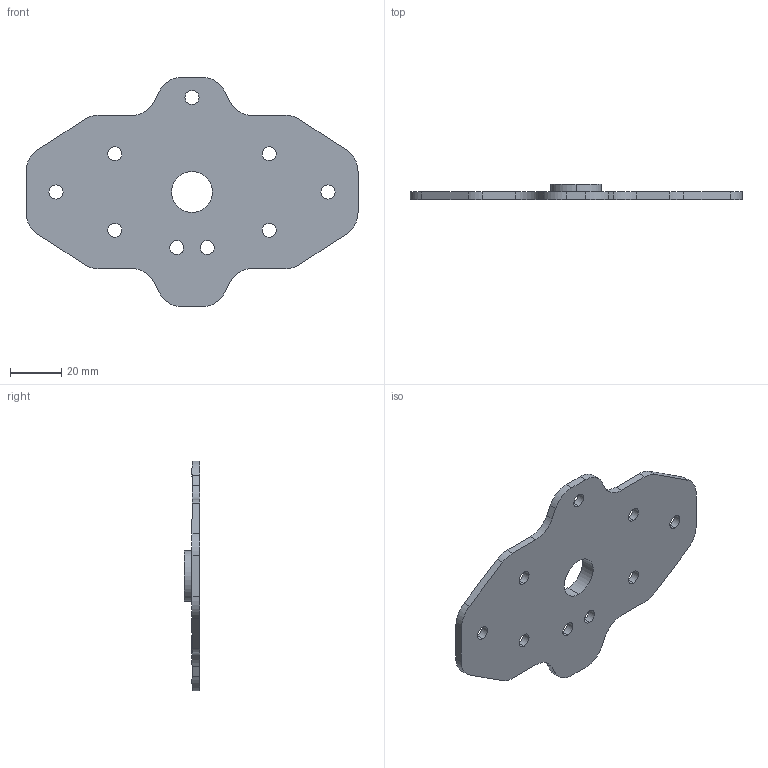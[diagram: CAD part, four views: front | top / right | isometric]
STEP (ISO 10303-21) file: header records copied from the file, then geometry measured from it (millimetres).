
FILE_DESCRIPTION (( 'STEP AP214' ), '1' );
FILE_NAME ('table_base_v4.STEP', '2023-07-28T15:10:27', ( '' ), ( '' ), 'SwSTEP 2.0', 'SolidWorks 2021', '' );
FILE_SCHEMA (( 'AUTOMOTIVE_DESIGN' ));
Length unit declared in the file: millimetre
Products named in the file (1): table_base_v4
Bounding box: 130 x 6 x 90 mm (x, y, z)
Volume: 22400.6 mm3; surface area: 16732.5 mm2
Topology: 1 solids, 1 shells, 57 faces, 162 edges, 108 vertices
Faces by surface type: cylinder 38, plane 19
Entity records: 1966 total; most frequent: DIRECTION 354, CARTESIAN_POINT 328, ORIENTED_EDGE 324, EDGE_CURVE 162, AXIS2_PLACEMENT_3D 134, VERTEX_POINT 108, LINE 86, VECTOR 86
